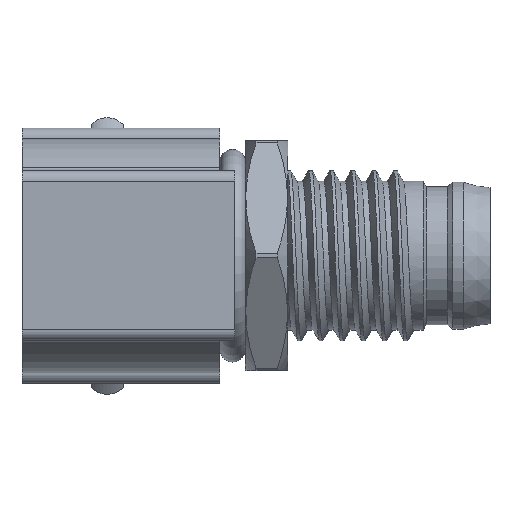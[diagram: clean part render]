
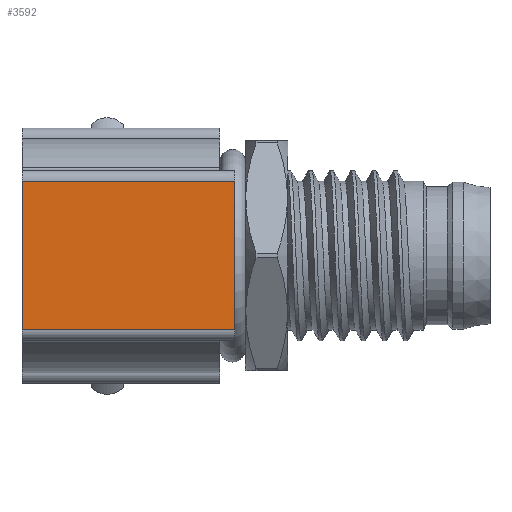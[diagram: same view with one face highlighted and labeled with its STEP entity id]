
A CAD part, top view. The second image highlights one B-rep face of the part: STEP entity #3592.
In plain terms, the highlighted planar face has unit normal (0, 0, 1).
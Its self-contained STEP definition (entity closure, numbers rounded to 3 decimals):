
#304=PLANE('',#4483);
#550=FACE_OUTER_BOUND('',#798,.T.);
#798=EDGE_LOOP('',(#2018,#2019,#2020,#2021));
#1101=LINE('',#10173,#1349);
#1102=LINE('',#10176,#1350);
#1103=LINE('',#10178,#1351);
#1104=LINE('',#10180,#1352);
#1349=VECTOR('',#5390,1.);
#1350=VECTOR('',#5391,1.);
#1351=VECTOR('',#5392,1.);
#1352=VECTOR('',#5393,1.);
#2018=ORIENTED_EDGE('',*,*,#2935,.F.);
#2019=ORIENTED_EDGE('',*,*,#2936,.T.);
#2020=ORIENTED_EDGE('',*,*,#2937,.T.);
#2021=ORIENTED_EDGE('',*,*,#2938,.T.);
#2935=EDGE_CURVE('',#4075,#4076,#1101,.T.);
#2936=EDGE_CURVE('',#4075,#4077,#1102,.T.);
#2937=EDGE_CURVE('',#4077,#4078,#1103,.T.);
#2938=EDGE_CURVE('',#4078,#4076,#1104,.T.);
#3592=ADVANCED_FACE('',(#550),#304,.T.);
#4075=VERTEX_POINT('',#10174);
#4076=VERTEX_POINT('',#10175);
#4077=VERTEX_POINT('',#10177);
#4078=VERTEX_POINT('',#10179);
#4483=AXIS2_PLACEMENT_3D('',#10181,#5394,#5395);
#5390=DIRECTION('',(0.,-1.,0.));
#5391=DIRECTION('',(-1.,0.,0.));
#5392=DIRECTION('',(0.,-1.,0.));
#5393=DIRECTION('',(1.,0.,0.));
#5394=DIRECTION('',(0.,0.,1.));
#5395=DIRECTION('',(-1.,0.,0.));
#10173=CARTESIAN_POINT('',(0.,4.,6.));
#10174=CARTESIAN_POINT('',(0.,3.5,6.));
#10175=CARTESIAN_POINT('',(0.,-3.5,6.));
#10176=CARTESIAN_POINT('',(-10.,3.5,6.));
#10177=CARTESIAN_POINT('',(-10.,3.5,6.));
#10178=CARTESIAN_POINT('',(-10.,4.,6.));
#10179=CARTESIAN_POINT('',(-10.,-3.5,6.));
#10180=CARTESIAN_POINT('',(-10.,-3.5,6.));
#10181=CARTESIAN_POINT('',(-10.,4.,6.));
